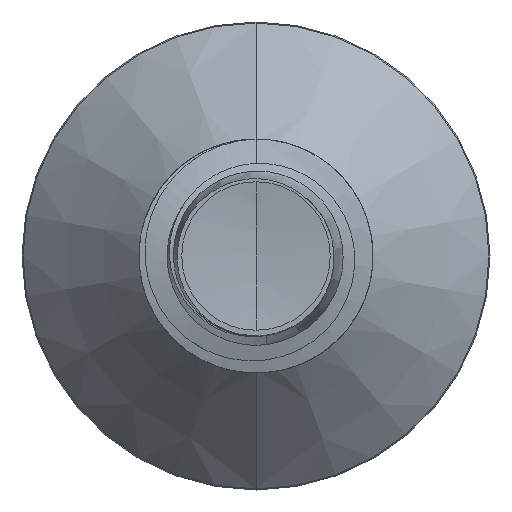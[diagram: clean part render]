
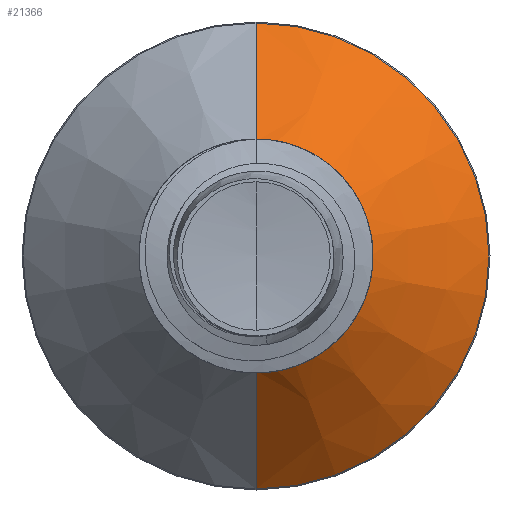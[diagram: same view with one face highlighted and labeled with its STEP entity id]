
A CAD part, front view. The second image highlights one B-rep face of the part: STEP entity #21366.
In plain terms, the highlighted conical face has half-angle 45 degrees and reference radius 1.08 mm.
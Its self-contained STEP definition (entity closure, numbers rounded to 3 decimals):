
#125 = EDGE_CURVE ( 'NONE', #25587, #4604, #21775, .T. ) ;
#2232 = VECTOR ( 'NONE', #18060, 1000. ) ;
#2506 = VERTEX_POINT ( 'NONE', #12031 ) ;
#2558 = FACE_OUTER_BOUND ( 'NONE', #8861, .T. ) ;
#4604 = VERTEX_POINT ( 'NONE', #21483 ) ;
#4776 = DIRECTION ( 'NONE',  ( 0., 1., 0. ) ) ;
#6159 = VERTEX_POINT ( 'NONE', #16497 ) ;
#8619 = EDGE_CURVE ( 'NONE', #2506, #25587, #27035, .T. ) ;
#8861 = EDGE_LOOP ( 'NONE', ( #22348, #22431, #22718, #18084 ) ) ;
#9466 = CIRCLE ( 'NONE', #14253, 2.19 ) ;
#10268 = CARTESIAN_POINT ( 'NONE',  ( 0., 8.53, 0. ) ) ;
#12031 = CARTESIAN_POINT ( 'NONE',  ( 0., 8.53, 1.08 ) ) ;
#12806 = DIRECTION ( 'NONE',  ( 0., 1., 0. ) ) ;
#13632 = VECTOR ( 'NONE', #20235, 1000. ) ;
#14253 = AXIS2_PLACEMENT_3D ( 'NONE', #19393, #4776, #21841 ) ;
#14868 = CARTESIAN_POINT ( 'NONE',  ( 0., 8.53, -1.08 ) ) ;
#15444 = AXIS2_PLACEMENT_3D ( 'NONE', #27371, #12806, #29795 ) ;
#16497 = CARTESIAN_POINT ( 'NONE',  ( 0., 9.64, 2.19 ) ) ;
#17809 = CARTESIAN_POINT ( 'NONE',  ( 0., 8.53, 1.08 ) ) ;
#18060 = DIRECTION ( 'NONE',  ( 0., 0.707, -0.707 ) ) ;
#18084 = ORIENTED_EDGE ( 'NONE', *, *, #29616, .F. ) ;
#19393 = CARTESIAN_POINT ( 'NONE',  ( 0., 9.64, 0. ) ) ;
#20235 = DIRECTION ( 'NONE',  ( 0., 0.707, 0.707 ) ) ;
#21366 = ADVANCED_FACE ( 'NONE', ( #2558 ), #27008, .T. ) ;
#21483 = CARTESIAN_POINT ( 'NONE',  ( 0., 9.64, -2.19 ) ) ;
#21775 = LINE ( 'NONE', #14868, #2232 ) ;
#21841 = DIRECTION ( 'NONE',  ( 0., 0., 1. ) ) ;
#22289 = DIRECTION ( 'NONE',  ( 0., 1., 0. ) ) ;
#22348 = ORIENTED_EDGE ( 'NONE', *, *, #8619, .T. ) ;
#22431 = ORIENTED_EDGE ( 'NONE', *, *, #125, .T. ) ;
#22718 = ORIENTED_EDGE ( 'NONE', *, *, #28975, .F. ) ;
#24857 = AXIS2_PLACEMENT_3D ( 'NONE', #10268, #22289, #27267 ) ;
#25587 = VERTEX_POINT ( 'NONE', #28154 ) ;
#26585 = LINE ( 'NONE', #17809, #13632 ) ;
#27008 = CONICAL_SURFACE ( 'NONE', #24857, 1.08, 0.785 ) ;
#27035 = CIRCLE ( 'NONE', #15444, 1.08 ) ;
#27267 = DIRECTION ( 'NONE',  ( 0., 0., 1. ) ) ;
#27371 = CARTESIAN_POINT ( 'NONE',  ( 0., 8.53, 0. ) ) ;
#28154 = CARTESIAN_POINT ( 'NONE',  ( 0., 8.53, -1.08 ) ) ;
#28975 = EDGE_CURVE ( 'NONE', #6159, #4604, #9466, .T. ) ;
#29616 = EDGE_CURVE ( 'NONE', #2506, #6159, #26585, .T. ) ;
#29795 = DIRECTION ( 'NONE',  ( 0., 0., 1. ) ) ;
